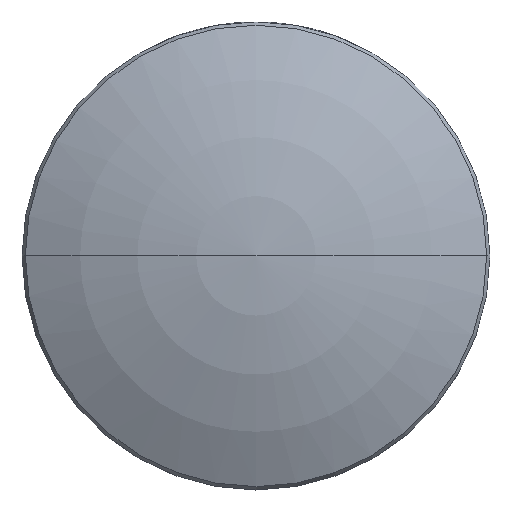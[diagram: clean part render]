
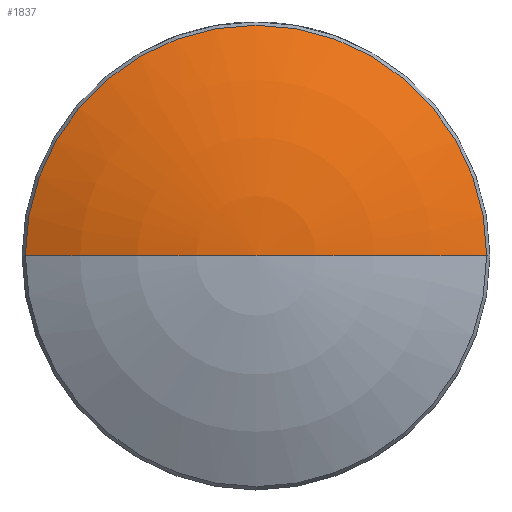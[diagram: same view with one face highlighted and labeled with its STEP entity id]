
A CAD part, top view. The second image highlights one B-rep face of the part: STEP entity #1837.
In plain terms, the highlighted toroidal (fillet/blend) face has major radius 0.004 mm and minor radius 13.8 mm.
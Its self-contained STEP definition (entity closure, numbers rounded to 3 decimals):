
#119 = DIRECTION ( 'NONE',  ( 0., 1., 0. ) ) ;
#247 = ORIENTED_EDGE ( 'NONE', *, *, #1138, .F. ) ;
#257 = AXIS2_PLACEMENT_3D ( 'NONE', #2079, #590, #790 ) ;
#297 = DIRECTION ( 'NONE',  ( -1., 0., 0. ) ) ;
#303 = FACE_OUTER_BOUND ( 'NONE', #2262, .T. ) ;
#313 = ORIENTED_EDGE ( 'NONE', *, *, #2104, .T. ) ;
#358 = CARTESIAN_POINT ( 'NONE',  ( -12.755, 13.569, 11.77 ) ) ;
#459 = CARTESIAN_POINT ( 'NONE',  ( -6.489, 13.569, -0.526 ) ) ;
#573 = DIRECTION ( 'NONE',  ( 0., 0., 1. ) ) ;
#590 = DIRECTION ( 'NONE',  ( 0., 0., 1. ) ) ;
#649 = CARTESIAN_POINT ( 'NONE',  ( -0.232, 13.569, 11.77 ) ) ;
#688 = CIRCLE ( 'NONE', #729, 6.262 ) ;
#729 = AXIS2_PLACEMENT_3D ( 'NONE', #1263, #573, #2024 ) ;
#790 = DIRECTION ( 'NONE',  ( 1., 0., 0. ) ) ;
#869 = ORIENTED_EDGE ( 'NONE', *, *, #1924, .T. ) ;
#970 = VERTEX_POINT ( 'NONE', #358 ) ;
#1080 = VERTEX_POINT ( 'NONE', #649 ) ;
#1138 = EDGE_CURVE ( 'NONE', #1080, #1268, #1925, .T. ) ;
#1210 = DIRECTION ( 'NONE',  ( 0., 0., -1. ) ) ;
#1263 = CARTESIAN_POINT ( 'NONE',  ( -6.493, 13.569, 11.77 ) ) ;
#1268 = VERTEX_POINT ( 'NONE', #2194 ) ;
#1603 = CARTESIAN_POINT ( 'NONE',  ( -6.498, 13.569, -0.526 ) ) ;
#1708 = CIRCLE ( 'NONE', #2007, 13.8 ) ;
#1780 = AXIS2_PLACEMENT_3D ( 'NONE', #1603, #2132, #1210 ) ;
#1837 = ADVANCED_FACE ( 'NONE', ( #303 ), #1980, .T. ) ;
#1924 = EDGE_CURVE ( 'NONE', #970, #1268, #1708, .T. ) ;
#1925 = CIRCLE ( 'NONE', #1780, 13.8 ) ;
#1980 = TOROIDAL_SURFACE ( 'NONE', #257, -0.004, 13.8 ) ;
#2007 = AXIS2_PLACEMENT_3D ( 'NONE', #459, #119, #297 ) ;
#2024 = DIRECTION ( 'NONE',  ( -1., 0., 0. ) ) ;
#2079 = CARTESIAN_POINT ( 'NONE',  ( -6.493, 13.569, -0.526 ) ) ;
#2104 = EDGE_CURVE ( 'NONE', #1080, #970, #688, .T. ) ;
#2132 = DIRECTION ( 'NONE',  ( 0., -1., 0. ) ) ;
#2194 = CARTESIAN_POINT ( 'NONE',  ( -6.493, 13.569, 13.274 ) ) ;
#2262 = EDGE_LOOP ( 'NONE', ( #313, #869, #247 ) ) ;
